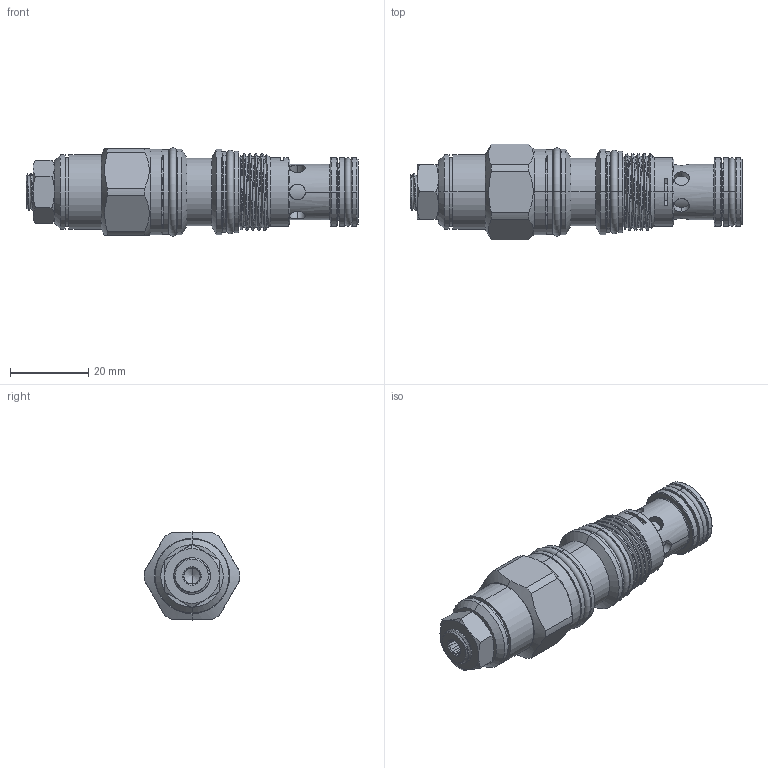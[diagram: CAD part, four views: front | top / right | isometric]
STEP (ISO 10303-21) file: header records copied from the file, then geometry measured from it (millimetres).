
FILE_DESCRIPTION (( 'STEP AP203' ), '1' );
FILE_NAME ('CB11A3D-L-10.STEP', '2020-03-03T05:43:36', ( '' ), ( '' ), 'SwSTEP 2.0', 'SolidWorks 2018', '' );
FILE_SCHEMA (( 'CONFIG_CONTROL_DESIGN' ));
Length unit declared in the file: millimetre
Products named in the file (1): CB11A3D-L-10
Bounding box: 85.05 x 24.59 x 22.55 mm (x, y, z)
Volume: 23108.6 mm3; surface area: 8227 mm2
Topology: 1 solids, 1 shells, 271 faces, 648 edges, 401 vertices
Faces by surface type: cylinder 116, cone 67, plane 56, torus 28, bspline 4
Entity records: 12234 total; most frequent: CARTESIAN_POINT 5975, DIRECTION 1328, ORIENTED_EDGE 1292, EDGE_CURVE 646, AXIS2_PLACEMENT_3D 565, VERTEX_POINT 401, CIRCLE 297, EDGE_LOOP 295
